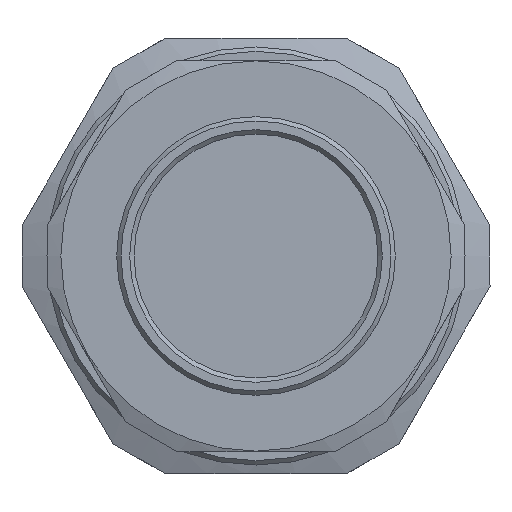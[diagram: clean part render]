
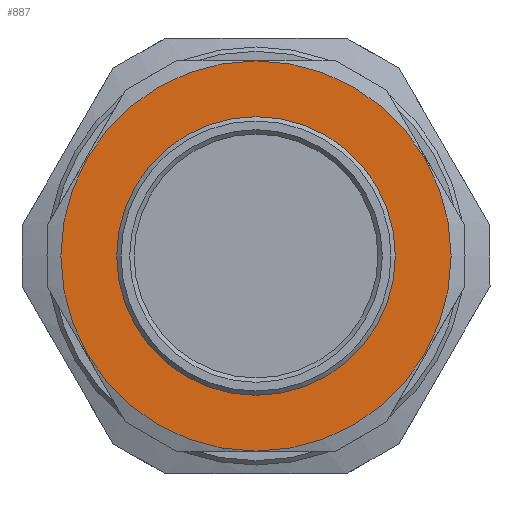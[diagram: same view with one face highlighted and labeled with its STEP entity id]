
A CAD part, front view. The second image highlights one B-rep face of the part: STEP entity #887.
In plain terms, the highlighted planar face has unit normal (0, -1, 0).
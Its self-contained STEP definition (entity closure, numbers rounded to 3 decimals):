
#168=FACE_BOUND('',#309,.T.);
#255=FACE_OUTER_BOUND('',#308,.T.);
#308=EDGE_LOOP('',(#736));
#309=EDGE_LOOP('',(#737));
#336=CIRCLE('',#966,22.4);
#337=CIRCLE('',#968,15.7);
#422=VERTEX_POINT('',#1509);
#423=VERTEX_POINT('',#1513);
#533=EDGE_CURVE('',#422,#422,#336,.T.);
#535=EDGE_CURVE('',#423,#423,#337,.T.);
#736=ORIENTED_EDGE('',*,*,#533,.T.);
#737=ORIENTED_EDGE('',*,*,#535,.F.);
#850=PLANE('',#967);
#887=ADVANCED_FACE('',(#255,#168),#850,.T.);
#966=AXIS2_PLACEMENT_3D('',#1510,#1124,#1125);
#967=AXIS2_PLACEMENT_3D('',#1512,#1127,#1128);
#968=AXIS2_PLACEMENT_3D('',#1514,#1129,#1130);
#1124=DIRECTION('center_axis',(0.,-1.,0.));
#1125=DIRECTION('ref_axis',(0.,0.,-1.));
#1127=DIRECTION('center_axis',(0.,-1.,0.));
#1128=DIRECTION('ref_axis',(0.,0.,-1.));
#1129=DIRECTION('center_axis',(0.,-1.,0.));
#1130=DIRECTION('ref_axis',(0.,0.,-1.));
#1509=CARTESIAN_POINT('',(-18.332,-3.27,0.));
#1510=CARTESIAN_POINT('Origin',(4.068,-3.27,0.));
#1512=CARTESIAN_POINT('Origin',(19.768,-3.27,0.));
#1513=CARTESIAN_POINT('',(4.068,-3.27,15.7));
#1514=CARTESIAN_POINT('Origin',(4.068,-3.27,0.));
